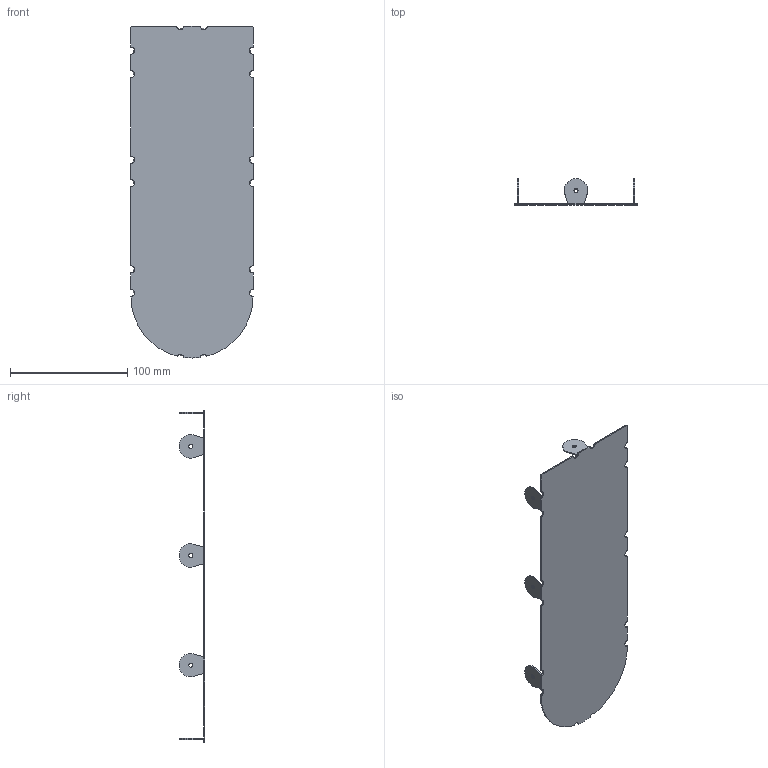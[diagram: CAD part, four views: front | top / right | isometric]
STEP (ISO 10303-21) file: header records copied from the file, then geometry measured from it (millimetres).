
FILE_DESCRIPTION(/* description */ ('VariCAD 2021-1.02 AP-214'),/* implementation_level */ '2;1');
FILE_NAME(/* name */ 'part-53_Shell_Btm.stp',/* time_stamp */ '2022-06-12T18:26:48+02:00',/* author */ (''),/* organization */ (''),/* preprocessor_version */ 'VariCAD 2021-1.02',/* originating_system */ 'VariCAD 2021-1.02; kernel version (20180118)',/* authorisation */ '');
FILE_SCHEMA(('AUTOMOTIVE_DESIGN'));
Length unit declared in the file: millimetre
Products named in the file (2): part-53_Shell_Btm
Assembly tree (1 placements, depth 2):
  part-53_Shell_Btm
    (unnamed)
Bounding box: 104 x 22 x 283 mm (x, y, z)
Volume: 30756 mm3; surface area: 62702.2 mm2
Topology: 1 solids, 1 shells, 125 faces, 345 edges, 230 vertices
Faces by surface type: plane 67, cylinder 58
Entity records: 4101 total; most frequent: DIRECTION 719, CARTESIAN_POINT 704, ORIENTED_EDGE 690, EDGE_CURVE 345, AXIS2_PLACEMENT_3D 245, VERTEX_POINT 230, LINE 229, VECTOR 229
